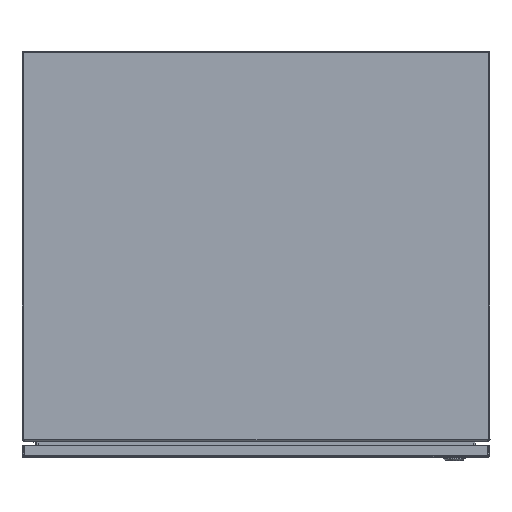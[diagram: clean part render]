
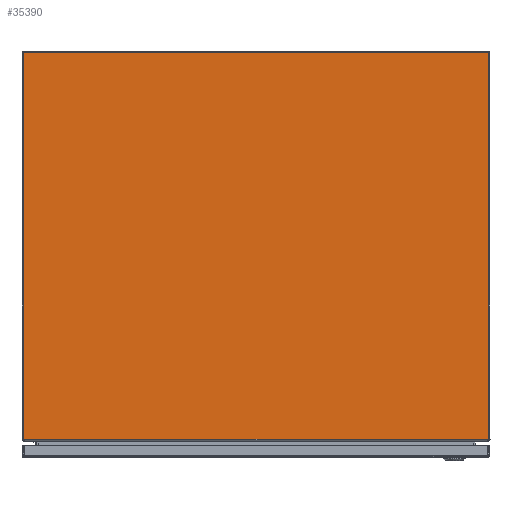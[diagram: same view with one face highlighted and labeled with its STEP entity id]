
A CAD part, left-side view. The second image highlights one B-rep face of the part: STEP entity #35390.
In plain terms, the highlighted face is planar.
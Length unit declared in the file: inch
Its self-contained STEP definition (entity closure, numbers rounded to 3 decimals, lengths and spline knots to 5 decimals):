
#305 = ORIENTED_EDGE ( 'NONE', *, *, #1088, .F. ) ;
#1088 = EDGE_CURVE ( 'NONE', #11016, #28804, #41643, .T. ) ;
#1182 = CARTESIAN_POINT ( 'NONE',  ( 19.892, 30., 11.91257 ) ) ;
#2047 = ORIENTED_EDGE ( 'NONE', *, *, #34631, .T. ) ;
#4213 = DIRECTION ( 'NONE',  ( 0., 0., 1. ) ) ;
#5452 = CARTESIAN_POINT ( 'NONE',  ( 0.072, 30., -11.928 ) ) ;
#6279 = LINE ( 'NONE', #15104, #35848 ) ;
#6611 = DIRECTION ( 'NONE',  ( 0., 0., -1. ) ) ;
#6699 = ORIENTED_EDGE ( 'NONE', *, *, #8497, .F. ) ;
#6706 = EDGE_LOOP ( 'NONE', ( #25686, #23419, #305, #2047, #6699, #22508 ) ) ;
#8497 = EDGE_CURVE ( 'NONE', #20269, #19710, #37454, .T. ) ;
#9961 = LINE ( 'NONE', #22831, #30012 ) ;
#11005 = FACE_OUTER_BOUND ( 'NONE', #6706, .T. ) ;
#11016 = VERTEX_POINT ( 'NONE', #1182 ) ;
#13579 = VERTEX_POINT ( 'NONE', #23179 ) ;
#14981 = DIRECTION ( 'NONE',  ( 0., 1., 0. ) ) ;
#15104 = CARTESIAN_POINT ( 'NONE',  ( 0.072, 30., 11.928 ) ) ;
#15258 = VECTOR ( 'NONE', #16300, 39.37008 ) ;
#16094 = LINE ( 'NONE', #38347, #15258 ) ;
#16300 = DIRECTION ( 'NONE',  ( -1., 0., 0. ) ) ;
#16557 = DIRECTION ( 'NONE',  ( 0., -1., 0. ) ) ;
#16840 = EDGE_CURVE ( 'NONE', #17211, #28804, #6279, .T. ) ;
#16966 = CARTESIAN_POINT ( 'NONE',  ( 19.79511, 30., -11.616 ) ) ;
#17211 = VERTEX_POINT ( 'NONE', #17923 ) ;
#17829 = AXIS2_PLACEMENT_3D ( 'NONE', #16966, #26695, #26914 ) ;
#17923 = CARTESIAN_POINT ( 'NONE',  ( 0.072, 30., 11.928 ) ) ;
#19131 = DIRECTION ( 'NONE',  ( 1., 0., 0. ) ) ;
#19504 = CARTESIAN_POINT ( 'NONE',  ( 19.79511, 30., 11.928 ) ) ;
#19643 = CARTESIAN_POINT ( 'NONE',  ( 19.79511, 30., -11.928 ) ) ;
#19710 = VERTEX_POINT ( 'NONE', #22719 ) ;
#20269 = VERTEX_POINT ( 'NONE', #19643 ) ;
#20767 = AXIS2_PLACEMENT_3D ( 'NONE', #35215, #16557, #19131 ) ;
#21561 = DIRECTION ( 'NONE',  ( 0., 0., -1. ) ) ;
#22297 = EDGE_CURVE ( 'NONE', #13579, #17211, #37563, .T. ) ;
#22508 = ORIENTED_EDGE ( 'NONE', *, *, #25296, .T. ) ;
#22719 = CARTESIAN_POINT ( 'NONE',  ( 19.892, 30., -11.91257 ) ) ;
#22831 = CARTESIAN_POINT ( 'NONE',  ( 19.892, 30., 11.928 ) ) ;
#23179 = CARTESIAN_POINT ( 'NONE',  ( 0.072, 30., -11.928 ) ) ;
#23419 = ORIENTED_EDGE ( 'NONE', *, *, #16840, .T. ) ;
#24099 = PLANE ( 'NONE',  #38240 ) ;
#24629 = DIRECTION ( 'NONE',  ( 1., 0., 0. ) ) ;
#25296 = EDGE_CURVE ( 'NONE', #20269, #13579, #16094, .T. ) ;
#25686 = ORIENTED_EDGE ( 'NONE', *, *, #22297, .T. ) ;
#26695 = DIRECTION ( 'NONE',  ( 0., -1., 0. ) ) ;
#26914 = DIRECTION ( 'NONE',  ( 0., 0., -1. ) ) ;
#28804 = VERTEX_POINT ( 'NONE', #19504 ) ;
#30012 = VECTOR ( 'NONE', #6611, 39.37008 ) ;
#34631 = EDGE_CURVE ( 'NONE', #11016, #19710, #9961, .T. ) ;
#34873 = CARTESIAN_POINT ( 'NONE',  ( 19.928, 30., 11.928 ) ) ;
#35215 = CARTESIAN_POINT ( 'NONE',  ( 19.79511, 30., 11.616 ) ) ;
#35390 = ADVANCED_FACE ( 'NONE', ( #11005 ), #24099, .T. ) ;
#35848 = VECTOR ( 'NONE', #24629, 39.37008 ) ;
#37454 = CIRCLE ( 'NONE', #17829, 0.312 ) ;
#37475 = VECTOR ( 'NONE', #4213, 39.37008 ) ;
#37563 = LINE ( 'NONE', #5452, #37475 ) ;
#38240 = AXIS2_PLACEMENT_3D ( 'NONE', #34873, #14981, #21561 ) ;
#38347 = CARTESIAN_POINT ( 'NONE',  ( 19.928, 30., -11.928 ) ) ;
#41643 = CIRCLE ( 'NONE', #20767, 0.312 ) ;
